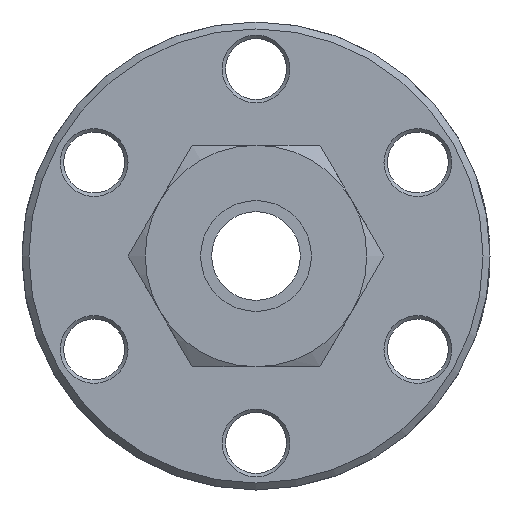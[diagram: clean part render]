
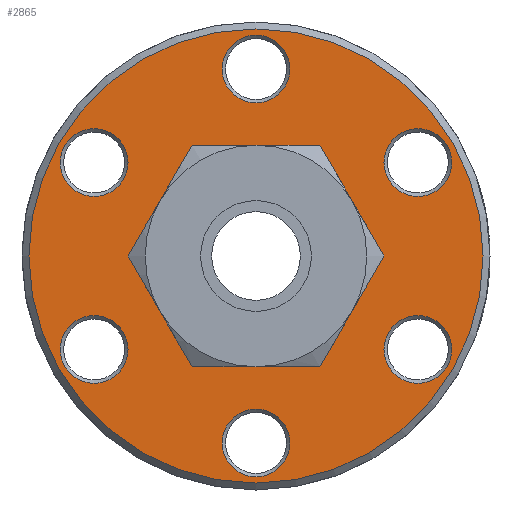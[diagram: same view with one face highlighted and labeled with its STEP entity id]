
A CAD part, front view. The second image highlights one B-rep face of the part: STEP entity #2865.
In plain terms, the highlighted planar face has unit normal (0, -1, 0).
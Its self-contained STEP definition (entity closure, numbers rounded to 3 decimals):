
#234=FACE_BOUND('',#548,.T.);
#235=FACE_BOUND('',#549,.T.);
#236=FACE_BOUND('',#550,.T.);
#237=FACE_BOUND('',#551,.T.);
#238=FACE_BOUND('',#552,.T.);
#239=FACE_BOUND('',#553,.T.);
#240=FACE_BOUND('',#554,.T.);
#262=PLANE('',#3118);
#371=FACE_OUTER_BOUND('',#547,.T.);
#547=EDGE_LOOP('',(#1943));
#548=EDGE_LOOP('',(#1944));
#549=EDGE_LOOP('',(#1945));
#550=EDGE_LOOP('',(#1946));
#551=EDGE_LOOP('',(#1947));
#552=EDGE_LOOP('',(#1948));
#553=EDGE_LOOP('',(#1949));
#554=EDGE_LOOP('',(#1950));
#1063=CIRCLE('',#3112,6.858);
#1067=CIRCLE('',#3117,16.4);
#1068=CIRCLE('',#3119,2.45);
#1069=CIRCLE('',#3120,2.45);
#1070=CIRCLE('',#3121,2.45);
#1071=CIRCLE('',#3122,2.45);
#1072=CIRCLE('',#3123,2.45);
#1073=CIRCLE('',#3124,2.45);
#1192=VERTEX_POINT('',#4151);
#1196=VERTEX_POINT('',#4161);
#1197=VERTEX_POINT('',#4165);
#1198=VERTEX_POINT('',#4167);
#1199=VERTEX_POINT('',#4169);
#1200=VERTEX_POINT('',#4171);
#1201=VERTEX_POINT('',#4173);
#1202=VERTEX_POINT('',#4175);
#1483=EDGE_CURVE('',#1192,#1192,#1063,.T.);
#1489=EDGE_CURVE('',#1196,#1196,#1067,.T.);
#1490=EDGE_CURVE('',#1197,#1197,#1068,.T.);
#1491=EDGE_CURVE('',#1198,#1198,#1069,.T.);
#1492=EDGE_CURVE('',#1199,#1199,#1070,.T.);
#1493=EDGE_CURVE('',#1200,#1200,#1071,.T.);
#1494=EDGE_CURVE('',#1201,#1201,#1072,.T.);
#1495=EDGE_CURVE('',#1202,#1202,#1073,.T.);
#1943=ORIENTED_EDGE('',*,*,#1489,.F.);
#1944=ORIENTED_EDGE('',*,*,#1483,.T.);
#1945=ORIENTED_EDGE('',*,*,#1490,.F.);
#1946=ORIENTED_EDGE('',*,*,#1491,.F.);
#1947=ORIENTED_EDGE('',*,*,#1492,.F.);
#1948=ORIENTED_EDGE('',*,*,#1493,.F.);
#1949=ORIENTED_EDGE('',*,*,#1494,.F.);
#1950=ORIENTED_EDGE('',*,*,#1495,.F.);
#2865=ADVANCED_FACE('',(#371,#234,#235,#236,#237,#238,#239,#240),#262,.T.);
#3112=AXIS2_PLACEMENT_3D('',#4152,#3409,#3410);
#3117=AXIS2_PLACEMENT_3D('',#4163,#3421,#3422);
#3118=AXIS2_PLACEMENT_3D('',#4164,#3423,#3424);
#3119=AXIS2_PLACEMENT_3D('',#4166,#3425,#3426);
#3120=AXIS2_PLACEMENT_3D('',#4168,#3427,#3428);
#3121=AXIS2_PLACEMENT_3D('',#4170,#3429,#3430);
#3122=AXIS2_PLACEMENT_3D('',#4172,#3431,#3432);
#3123=AXIS2_PLACEMENT_3D('',#4174,#3433,#3434);
#3124=AXIS2_PLACEMENT_3D('',#4176,#3435,#3436);
#3409=DIRECTION('center_axis',(0.,1.,0.));
#3410=DIRECTION('ref_axis',(-1.,0.,0.));
#3421=DIRECTION('center_axis',(0.,1.,0.));
#3422=DIRECTION('ref_axis',(1.,0.,0.));
#3423=DIRECTION('center_axis',(0.,-1.,0.));
#3424=DIRECTION('ref_axis',(0.,0.,-1.));
#3425=DIRECTION('center_axis',(0.,-1.,0.));
#3426=DIRECTION('ref_axis',(0.5,0.,0.866));
#3427=DIRECTION('center_axis',(0.,-1.,0.));
#3428=DIRECTION('ref_axis',(-1.,0.,0.));
#3429=DIRECTION('center_axis',(0.,-1.,0.));
#3430=DIRECTION('ref_axis',(0.5,0.,-0.866));
#3431=DIRECTION('center_axis',(0.,-1.,0.));
#3432=DIRECTION('ref_axis',(1.,0.,0.));
#3433=DIRECTION('center_axis',(0.,-1.,0.));
#3434=DIRECTION('ref_axis',(-0.5,0.,-0.866));
#3435=DIRECTION('center_axis',(0.,-1.,0.));
#3436=DIRECTION('ref_axis',(-0.5,0.,0.866));
#4151=CARTESIAN_POINT('',(6.858,0.,0.));
#4152=CARTESIAN_POINT('Origin',(0.,0.,0.));
#4161=CARTESIAN_POINT('',(-16.4,0.,0.));
#4163=CARTESIAN_POINT('Origin',(0.,0.,0.));
#4164=CARTESIAN_POINT('Origin',(-16.9,0.,0.));
#4165=CARTESIAN_POINT('',(10.466,0.,-8.872));
#4166=CARTESIAN_POINT('Origin',(11.691,0.,-6.75));
#4167=CARTESIAN_POINT('',(2.45,0.,13.5));
#4168=CARTESIAN_POINT('Origin',(0.,0.,
13.5));
#4169=CARTESIAN_POINT('',(-12.916,0.,-4.628));
#4170=CARTESIAN_POINT('Origin',(-11.691,0.,
-6.75));
#4171=CARTESIAN_POINT('',(-2.45,0.,-13.5));
#4172=CARTESIAN_POINT('Origin',(0.,0.,-13.5));
#4173=CARTESIAN_POINT('',(-10.466,0.,8.872));
#4174=CARTESIAN_POINT('Origin',(-11.691,0.,
6.75));
#4175=CARTESIAN_POINT('',(12.916,0.,4.628));
#4176=CARTESIAN_POINT('Origin',(11.691,0.,6.75));
